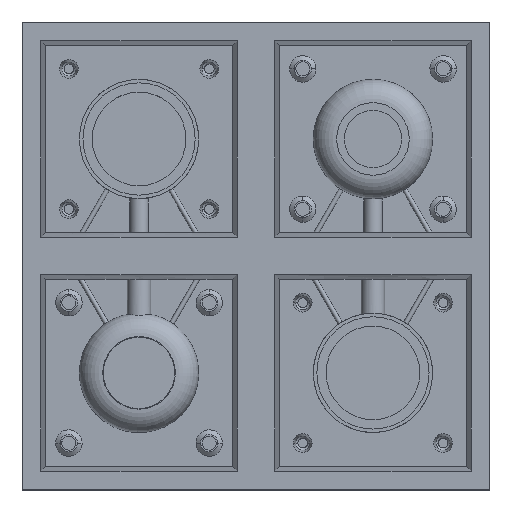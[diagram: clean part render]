
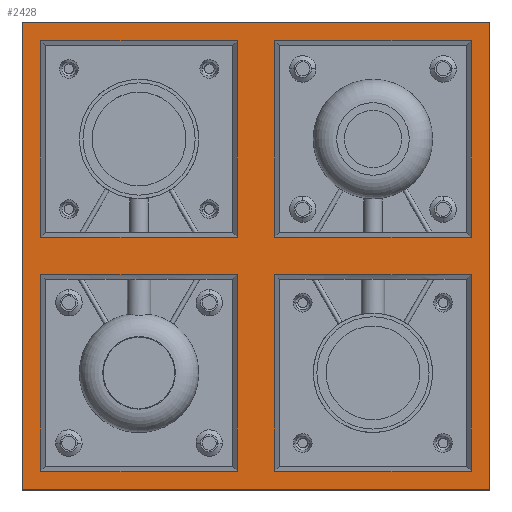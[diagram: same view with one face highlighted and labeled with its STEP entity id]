
A CAD part, top view. The second image highlights one B-rep face of the part: STEP entity #2428.
In plain terms, the highlighted planar face has unit normal (0, 0, 1).
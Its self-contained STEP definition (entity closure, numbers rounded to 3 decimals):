
#96=FACE_BOUND('',#567,.T.);
#97=FACE_BOUND('',#568,.T.);
#98=FACE_BOUND('',#569,.T.);
#99=FACE_BOUND('',#570,.T.);
#147=PLANE('',#2640);
#395=FACE_OUTER_BOUND('',#566,.T.);
#566=EDGE_LOOP('',(#2092,#2093,#2094,#2095));
#567=EDGE_LOOP('',(#2096,#2097,#2098,#2099));
#568=EDGE_LOOP('',(#2100,#2101,#2102,#2103));
#569=EDGE_LOOP('',(#2104,#2105,#2106,#2107));
#570=EDGE_LOOP('',(#2108,#2109,#2110,#2111));
#633=LINE('',#3523,#788);
#636=LINE('',#3529,#791);
#639=LINE('',#3535,#794);
#649=LINE('',#3831,#804);
#665=LINE('',#4280,#820);
#668=LINE('',#4286,#823);
#671=LINE('',#4292,#826);
#684=LINE('',#4775,#839);
#688=LINE('',#4785,#843);
#696=LINE('',#4972,#851);
#699=LINE('',#4978,#854);
#702=LINE('',#4984,#857);
#723=LINE('',#5597,#878);
#732=LINE('',#5854,#887);
#735=LINE('',#5860,#890);
#738=LINE('',#5866,#893);
#744=LINE('',#6183,#899);
#747=LINE('',#6191,#902);
#750=LINE('',#6195,#905);
#751=LINE('',#6197,#906);
#788=VECTOR('',#2742,10.);
#791=VECTOR('',#2747,10.);
#794=VECTOR('',#2752,10.);
#804=VECTOR('',#2802,10.);
#820=VECTOR('',#2838,10.);
#823=VECTOR('',#2843,10.);
#826=VECTOR('',#2848,10.);
#839=VECTOR('',#2901,10.);
#843=VECTOR('',#2909,10.);
#851=VECTOR('',#2925,10.);
#854=VECTOR('',#2930,10.);
#857=VECTOR('',#2935,10.);
#878=VECTOR('',#3014,10.);
#887=VECTOR('',#3049,10.);
#890=VECTOR('',#3054,10.);
#893=VECTOR('',#3059,10.);
#899=VECTOR('',#3095,10.);
#902=VECTOR('',#3100,10.);
#905=VECTOR('',#3105,10.);
#906=VECTOR('',#3108,10.);
#1056=VERTEX_POINT('',#3511);
#1057=VERTEX_POINT('',#3522);
#1059=VERTEX_POINT('',#3528);
#1061=VERTEX_POINT('',#3534);
#1094=VERTEX_POINT('',#4268);
#1095=VERTEX_POINT('',#4279);
#1097=VERTEX_POINT('',#4285);
#1099=VERTEX_POINT('',#4291);
#1127=VERTEX_POINT('',#4782);
#1128=VERTEX_POINT('',#4784);
#1142=VERTEX_POINT('',#4954);
#1143=VERTEX_POINT('',#4971);
#1145=VERTEX_POINT('',#4977);
#1147=VERTEX_POINT('',#4983);
#1195=VERTEX_POINT('',#5838);
#1196=VERTEX_POINT('',#5853);
#1198=VERTEX_POINT('',#5859);
#1200=VERTEX_POINT('',#5865);
#1213=VERTEX_POINT('',#6188);
#1214=VERTEX_POINT('',#6190);
#1296=EDGE_CURVE('',#1057,#1056,#633,.T.);
#1299=EDGE_CURVE('',#1059,#1057,#636,.T.);
#1302=EDGE_CURVE('',#1061,#1059,#639,.T.);
#1330=EDGE_CURVE('',#1056,#1061,#649,.T.);
#1363=EDGE_CURVE('',#1095,#1094,#665,.T.);
#1366=EDGE_CURVE('',#1097,#1095,#668,.T.);
#1369=EDGE_CURVE('',#1099,#1097,#671,.T.);
#1406=EDGE_CURVE('',#1094,#1099,#684,.T.);
#1410=EDGE_CURVE('',#1128,#1127,#688,.T.);
#1425=EDGE_CURVE('',#1143,#1142,#696,.T.);
#1428=EDGE_CURVE('',#1145,#1143,#699,.T.);
#1431=EDGE_CURVE('',#1147,#1145,#702,.T.);
#1484=EDGE_CURVE('',#1142,#1147,#723,.T.);
#1512=EDGE_CURVE('',#1196,#1195,#732,.T.);
#1515=EDGE_CURVE('',#1198,#1196,#735,.T.);
#1518=EDGE_CURVE('',#1200,#1198,#738,.T.);
#1541=EDGE_CURVE('',#1195,#1200,#744,.T.);
#1544=EDGE_CURVE('',#1214,#1213,#747,.T.);
#1547=EDGE_CURVE('',#1127,#1214,#750,.T.);
#1548=EDGE_CURVE('',#1213,#1128,#751,.T.);
#2092=ORIENTED_EDGE('',*,*,#1410,.T.);
#2093=ORIENTED_EDGE('',*,*,#1547,.T.);
#2094=ORIENTED_EDGE('',*,*,#1544,.T.);
#2095=ORIENTED_EDGE('',*,*,#1548,.T.);
#2096=ORIENTED_EDGE('',*,*,#1302,.T.);
#2097=ORIENTED_EDGE('',*,*,#1299,.T.);
#2098=ORIENTED_EDGE('',*,*,#1296,.T.);
#2099=ORIENTED_EDGE('',*,*,#1330,.T.);
#2100=ORIENTED_EDGE('',*,*,#1369,.T.);
#2101=ORIENTED_EDGE('',*,*,#1366,.T.);
#2102=ORIENTED_EDGE('',*,*,#1363,.T.);
#2103=ORIENTED_EDGE('',*,*,#1406,.T.);
#2104=ORIENTED_EDGE('',*,*,#1431,.T.);
#2105=ORIENTED_EDGE('',*,*,#1428,.T.);
#2106=ORIENTED_EDGE('',*,*,#1425,.T.);
#2107=ORIENTED_EDGE('',*,*,#1484,.T.);
#2108=ORIENTED_EDGE('',*,*,#1518,.T.);
#2109=ORIENTED_EDGE('',*,*,#1515,.T.);
#2110=ORIENTED_EDGE('',*,*,#1512,.T.);
#2111=ORIENTED_EDGE('',*,*,#1541,.T.);
#2428=ADVANCED_FACE('',(#395,#96,#97,#98,#99),#147,.T.);
#2640=AXIS2_PLACEMENT_3D('',#6199,#3110,#3111);
#2742=DIRECTION('',(0.,-1.,0.));
#2747=DIRECTION('',(1.,0.,0.));
#2752=DIRECTION('',(0.,1.,0.));
#2802=DIRECTION('',(-1.,0.,0.));
#2838=DIRECTION('',(0.,-1.,0.));
#2843=DIRECTION('',(1.,0.,0.));
#2848=DIRECTION('',(0.,1.,0.));
#2901=DIRECTION('',(-1.,0.,0.));
#2909=DIRECTION('',(-1.,0.,0.));
#2925=DIRECTION('',(0.,1.,0.));
#2930=DIRECTION('',(-1.,0.,0.));
#2935=DIRECTION('',(0.,-1.,0.));
#3014=DIRECTION('',(1.,0.,0.));
#3049=DIRECTION('',(0.,1.,0.));
#3054=DIRECTION('',(-1.,0.,0.));
#3059=DIRECTION('',(0.,-1.,0.));
#3095=DIRECTION('',(1.,0.,0.));
#3100=DIRECTION('',(1.,0.,0.));
#3105=DIRECTION('',(0.,-1.,0.));
#3108=DIRECTION('',(0.,1.,0.));
#3110=DIRECTION('center_axis',(0.,0.,1.));
#3111=DIRECTION('ref_axis',(-1.,0.,0.));
#3511=CARTESIAN_POINT('',(-389.609,242.161,40.));
#3522=CARTESIAN_POINT('',(-389.609,326.161,40.));
#3523=CARTESIAN_POINT('',(-389.609,326.161,40.));
#3528=CARTESIAN_POINT('',(-473.609,326.161,40.));
#3529=CARTESIAN_POINT('',(-473.609,326.161,40.));
#3534=CARTESIAN_POINT('',(-473.609,242.161,40.));
#3535=CARTESIAN_POINT('',(-473.609,242.161,40.));
#3831=CARTESIAN_POINT('',(-389.609,242.161,40.));
#4268=CARTESIAN_POINT('',(-289.609,242.161,40.));
#4279=CARTESIAN_POINT('',(-289.609,326.161,40.));
#4280=CARTESIAN_POINT('',(-289.609,326.161,40.));
#4285=CARTESIAN_POINT('',(-373.609,326.161,40.));
#4286=CARTESIAN_POINT('',(-373.609,326.161,40.));
#4291=CARTESIAN_POINT('',(-373.609,242.161,40.));
#4292=CARTESIAN_POINT('',(-373.609,242.161,40.));
#4775=CARTESIAN_POINT('',(-289.609,242.161,40.));
#4782=CARTESIAN_POINT('',(-481.609,334.161,40.));
#4784=CARTESIAN_POINT('',(-281.609,334.161,40.));
#4785=CARTESIAN_POINT('',(-281.609,334.161,40.));
#4954=CARTESIAN_POINT('',(-373.609,226.161,40.));
#4971=CARTESIAN_POINT('',(-373.609,142.161,40.));
#4972=CARTESIAN_POINT('',(-373.609,142.161,40.));
#4977=CARTESIAN_POINT('',(-289.609,142.161,40.));
#4978=CARTESIAN_POINT('',(-289.609,142.161,40.));
#4983=CARTESIAN_POINT('',(-289.609,226.161,40.));
#4984=CARTESIAN_POINT('',(-289.609,226.161,40.));
#5597=CARTESIAN_POINT('',(-373.609,226.161,40.));
#5838=CARTESIAN_POINT('',(-473.609,226.161,40.));
#5853=CARTESIAN_POINT('',(-473.609,142.161,40.));
#5854=CARTESIAN_POINT('',(-473.609,142.161,40.));
#5859=CARTESIAN_POINT('',(-389.609,142.161,40.));
#5860=CARTESIAN_POINT('',(-389.609,142.161,40.));
#5865=CARTESIAN_POINT('',(-389.609,226.161,40.));
#5866=CARTESIAN_POINT('',(-389.609,226.161,40.));
#6183=CARTESIAN_POINT('',(-473.609,226.161,40.));
#6188=CARTESIAN_POINT('',(-281.609,134.161,40.));
#6190=CARTESIAN_POINT('',(-481.609,134.161,40.));
#6191=CARTESIAN_POINT('',(-481.609,134.161,40.));
#6195=CARTESIAN_POINT('',(-481.609,334.161,40.));
#6197=CARTESIAN_POINT('',(-281.609,134.161,40.));
#6199=CARTESIAN_POINT('Origin',(-481.609,134.161,40.));
